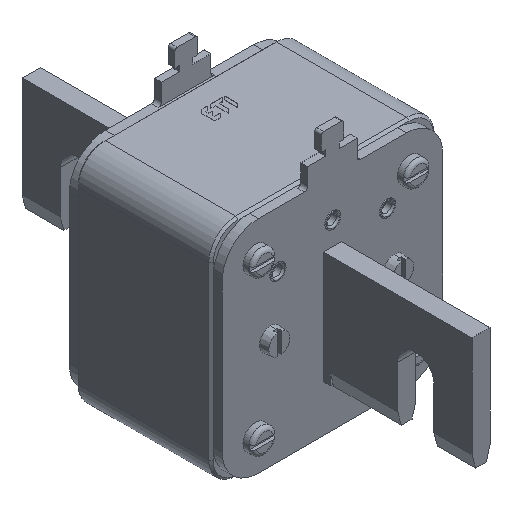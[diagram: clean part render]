
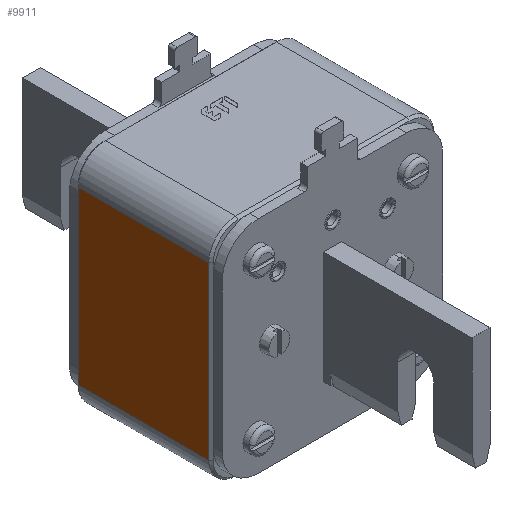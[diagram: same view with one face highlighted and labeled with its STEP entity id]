
A CAD part, isometric view. The second image highlights one B-rep face of the part: STEP entity #9911.
In plain terms, the highlighted planar face has unit normal (-1, 0, 0).
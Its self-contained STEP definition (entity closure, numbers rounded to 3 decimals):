
#1710=DIRECTION('',(0.,0.,1.));
#1711=VECTOR('',#1710,76.);
#1712=CARTESIAN_POINT('',(-50.,-29.,-38.));
#1713=LINE('',#1712,#1711);
#1794=DIRECTION('',(0.,1.,0.));
#1795=VECTOR('',#1794,58.);
#1796=CARTESIAN_POINT('',(-50.,-29.,38.));
#1797=LINE('',#1796,#1795);
#3789=DIRECTION('',(0.,0.,-1.));
#3790=VECTOR('',#3789,76.);
#3791=CARTESIAN_POINT('',(-50.,29.,38.));
#3792=LINE('',#3791,#3790);
#3793=DIRECTION('',(0.,-1.,0.));
#3794=VECTOR('',#3793,58.);
#3795=CARTESIAN_POINT('',(-50.,29.,-38.));
#3796=LINE('',#3795,#3794);
#4484=CARTESIAN_POINT('',(-50.,-29.,38.));
#4485=VERTEX_POINT('',#4484);
#4486=CARTESIAN_POINT('',(-50.,-29.,-38.));
#4487=VERTEX_POINT('',#4486);
#4518=CARTESIAN_POINT('',(-50.,29.,-38.));
#4519=VERTEX_POINT('',#4518);
#4520=CARTESIAN_POINT('',(-50.,29.,38.));
#4521=VERTEX_POINT('',#4520);
#9899=CARTESIAN_POINT('',(-50.,-30.,-38.));
#9900=DIRECTION('',(-1.,0.,0.));
#9901=DIRECTION('',(0.,0.,1.));
#9902=AXIS2_PLACEMENT_3D('',#9899,#9900,#9901);
#9903=PLANE('',#9902);
#9904=ORIENTED_EDGE('',*,*,#9892,.F.);
#9905=ORIENTED_EDGE('',*,*,#7568,.F.);
#9906=ORIENTED_EDGE('',*,*,#7447,.F.);
#9908=ORIENTED_EDGE('',*,*,#9907,.F.);
#9909=EDGE_LOOP('',(#9904,#9905,#9906,#9908));
#9910=FACE_OUTER_BOUND('',#9909,.F.);
#7447=EDGE_CURVE('',#4487,#4485,#1713,.T.);
#7568=EDGE_CURVE('',#4485,#4521,#1797,.T.);
#9892=EDGE_CURVE('',#4521,#4519,#3792,.T.);
#9907=EDGE_CURVE('',#4519,#4487,#3796,.T.);
#9911=ADVANCED_FACE('',(#9910),#9903,.T.);
